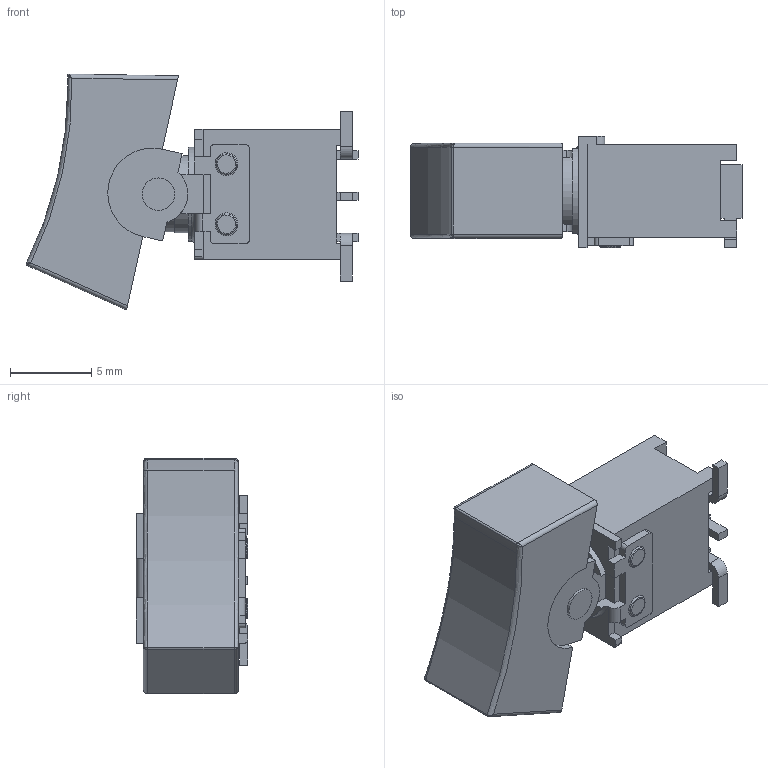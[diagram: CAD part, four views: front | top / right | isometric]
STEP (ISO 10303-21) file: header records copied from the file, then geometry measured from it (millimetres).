
FILE_DESCRIPTION (( 'STEP AP214' ), '1' );
FILE_NAME ('400BWMSP1R2BLKSM6QE.STEP', '2022-07-25T10:48:02', ( '' ), ( '' ), 'SwSTEP 2.0', 'SolidWorks 2017', '' );
FILE_SCHEMA (( 'AUTOMOTIVE_DESIGN' ));
Length unit declared in the file: millimetre
Products named in the file (6): 400BWMSP1R2BLKSM6QE; Body2; Body3; Body4; Body1
Assembly tree (5 placements, depth 3):
  400BWMSP1R2BLKSM6QE
    400BWMSP1R2BLKSM6QE
      Body1
      Body2
      Body3
      Body4
Bounding box: 20.4 x 6.86 x 14.49 mm (x, y, z)
Volume: 714.6 mm3; surface area: 1117.2 mm2
Topology: 4 solids, 4 shells, 172 faces, 470 edges, 297 vertices
Faces by surface type: plane 113, cylinder 43, bspline 16
Entity records: 10336 total; most frequent: CARTESIAN_POINT 3967, ORIENTED_EDGE 932, DIRECTION 845, EDGE_CURVE 466, VECTOR 345, LINE 345, VERTEX_POINT 297, AXIS2_PLACEMENT_3D 250
